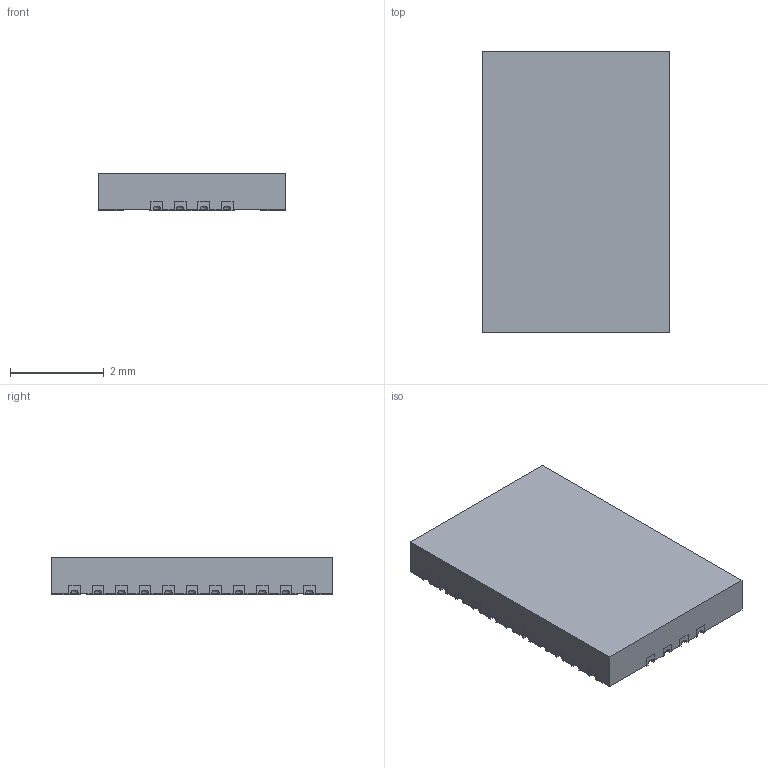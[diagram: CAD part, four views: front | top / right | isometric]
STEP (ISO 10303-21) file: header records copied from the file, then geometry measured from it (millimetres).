
FILE_DESCRIPTION((''),'2;1');
FILE_NAME('RNP0030E_ASM','2021-10-01T09:53:23',('a0412086'),(''),'CREO PARAMETRIC BY PTC INC, 2018500','CREO PARAMETRIC BY PTC INC, 2018500','');
FILE_SCHEMA(('CONFIG_CONTROL_DESIGN','SHAPE_APPEARANCE_LAYERS_GROUPS'));
Length unit declared in the file: millimetre
Products named in the file (4): BODY-QFN; FRAME; PIN1-ID; RNP0030E_ASM
Assembly tree (3 placements, depth 2):
  RNP0030E_ASM
    BODY-QFN
    FRAME
    PIN1-ID
Bounding box: 4 x 6 x 0.8 mm (x, y, z)
Volume: 18.8 mm3; surface area: 118.4 mm2
Topology: 32 solids, 32 shells, 539 faces, 1356 edges, 884 vertices
Faces by surface type: plane 359, cylinder 150, bspline 30
Entity records: 21325 total; most frequent: CARTESIAN_POINT 3596, DIRECTION 2718, ORIENTED_EDGE 2712, PRESENTATION_STYLE_ASSIGNMENT 1419, STYLED_ITEM 1388, CURVE_STYLE 1356, EDGE_CURVE 1356, VECTOR 1026
